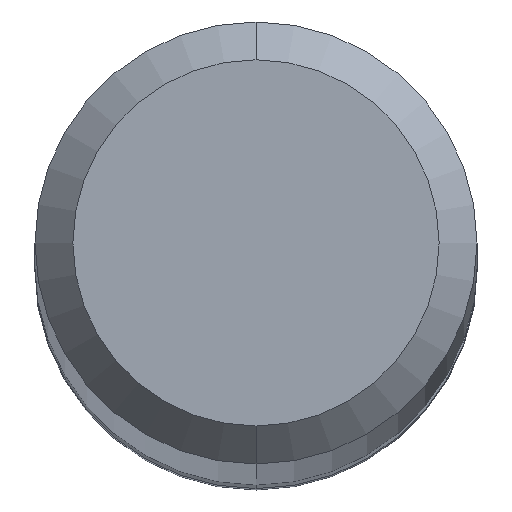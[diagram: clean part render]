
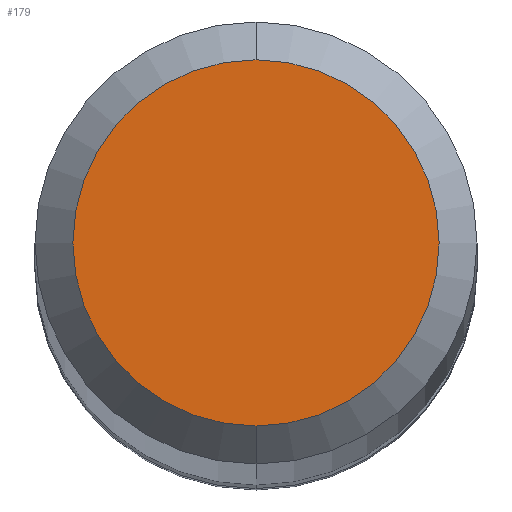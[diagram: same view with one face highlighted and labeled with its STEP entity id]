
A CAD part, top view. The second image highlights one B-rep face of the part: STEP entity #179.
In plain terms, the highlighted planar face has unit normal (0, 0, 1).
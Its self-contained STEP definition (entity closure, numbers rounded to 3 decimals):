
#179=ADVANCED_FACE('',(#414),#415,.T.);
#261=EDGE_CURVE('',#323,#315,#506,.T.);
#267=EDGE_CURVE('',#315,#323,#513,.T.);
#315=VERTEX_POINT('',#566);
#323=VERTEX_POINT('',#576);
#414=FACE_OUTER_BOUND('',#681,.T.);
#415=PLANE('',#682);
#506=CIRCLE('',#798,1.45);
#513=CIRCLE('',#808,1.45);
#566=CARTESIAN_POINT('',(0.,-1.45,0.0));
#576=CARTESIAN_POINT('',(0.0,1.45,0.0));
#681=EDGE_LOOP('',(#987,#988));
#682=AXIS2_PLACEMENT_3D('',#989,#990,#991);
#798=AXIS2_PLACEMENT_3D('',#1109,#1110,#1111);
#808=AXIS2_PLACEMENT_3D('',#1121,#1122,#1123);
#987=ORIENTED_EDGE('',*,*,#261,.F.);
#988=ORIENTED_EDGE('',*,*,#267,.F.);
#989=CARTESIAN_POINT('',(0.0,0.725,0.0));
#990=DIRECTION('',(-0.0,0.0,1.0));
#991=DIRECTION('',(0.0,-1.0,0.0));
#1109=CARTESIAN_POINT('',(0.0,0.0,0.0));
#1110=DIRECTION('',(0.0,0.0,-1.0));
#1111=DIRECTION('',(0.0,1.0,0.0));
#1121=CARTESIAN_POINT('',(0.0,0.0,0.0));
#1122=DIRECTION('',(0.0,0.0,-1.0));
#1123=DIRECTION('',(0.0,1.0,0.0));
